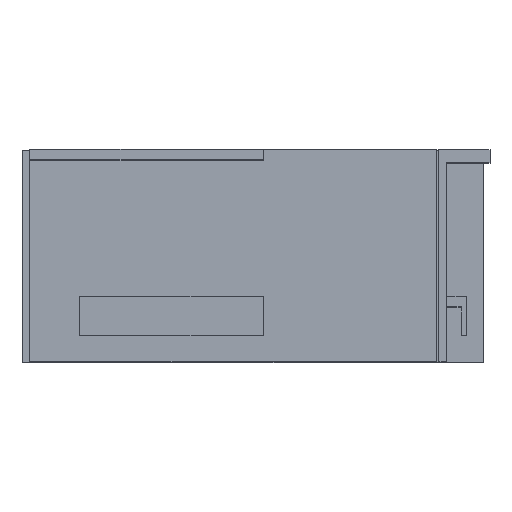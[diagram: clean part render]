
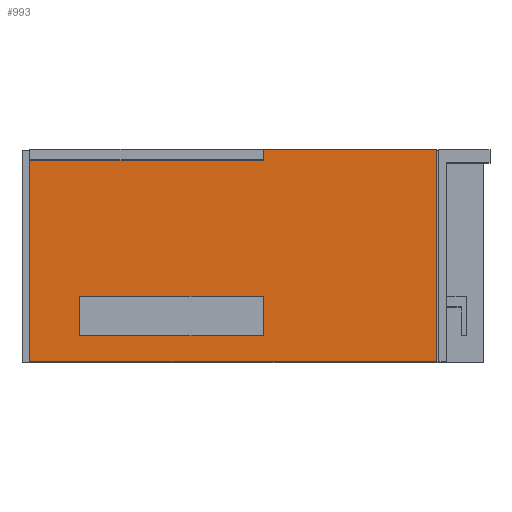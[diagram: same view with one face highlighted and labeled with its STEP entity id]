
A CAD part, top view. The second image highlights one B-rep face of the part: STEP entity #993.
In plain terms, the highlighted planar face has unit normal (0, 0, 1).
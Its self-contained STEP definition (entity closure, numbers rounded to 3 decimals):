
#20=FACE_BOUND('',#106,.T.);
#49=FACE_OUTER_BOUND('',#105,.T.);
#105=EDGE_LOOP('',(#771,#772,#773,#774,#775,#776,#777));
#106=EDGE_LOOP('',(#778,#779,#780,#781));
#193=LINE('',#1475,#330);
#196=LINE('',#1481,#333);
#199=LINE('',#1487,#336);
#203=LINE('',#1495,#340);
#208=LINE('',#1505,#345);
#209=LINE('',#1507,#346);
#210=LINE('',#1508,#347);
#211=LINE('',#1511,#348);
#212=LINE('',#1513,#349);
#213=LINE('',#1515,#350);
#214=LINE('',#1516,#351);
#330=VECTOR('',#1204,10.);
#333=VECTOR('',#1209,10.);
#336=VECTOR('',#1214,10.);
#340=VECTOR('',#1220,10.);
#345=VECTOR('',#1229,10.);
#346=VECTOR('',#1230,10.);
#347=VECTOR('',#1231,10.);
#348=VECTOR('',#1232,10.);
#349=VECTOR('',#1233,10.);
#350=VECTOR('',#1234,10.);
#351=VECTOR('',#1235,10.);
#447=VERTEX_POINT('',#1471);
#449=VERTEX_POINT('',#1474);
#451=VERTEX_POINT('',#1480);
#453=VERTEX_POINT('',#1486);
#456=VERTEX_POINT('',#1494);
#459=VERTEX_POINT('',#1504);
#460=VERTEX_POINT('',#1506);
#461=VERTEX_POINT('',#1509);
#462=VERTEX_POINT('',#1510);
#463=VERTEX_POINT('',#1512);
#464=VERTEX_POINT('',#1514);
#558=EDGE_CURVE('',#447,#449,#193,.T.);
#561=EDGE_CURVE('',#449,#451,#196,.T.);
#564=EDGE_CURVE('',#447,#453,#199,.T.);
#568=EDGE_CURVE('',#453,#456,#203,.T.);
#573=EDGE_CURVE('',#459,#456,#208,.T.);
#574=EDGE_CURVE('',#459,#460,#209,.T.);
#575=EDGE_CURVE('',#451,#460,#210,.T.);
#576=EDGE_CURVE('',#461,#462,#211,.T.);
#577=EDGE_CURVE('',#462,#463,#212,.T.);
#578=EDGE_CURVE('',#463,#464,#213,.T.);
#579=EDGE_CURVE('',#461,#464,#214,.T.);
#771=ORIENTED_EDGE('',*,*,#568,.T.);
#772=ORIENTED_EDGE('',*,*,#573,.F.);
#773=ORIENTED_EDGE('',*,*,#574,.T.);
#774=ORIENTED_EDGE('',*,*,#575,.F.);
#775=ORIENTED_EDGE('',*,*,#561,.F.);
#776=ORIENTED_EDGE('',*,*,#558,.F.);
#777=ORIENTED_EDGE('',*,*,#564,.T.);
#778=ORIENTED_EDGE('',*,*,#576,.T.);
#779=ORIENTED_EDGE('',*,*,#577,.T.);
#780=ORIENTED_EDGE('',*,*,#578,.T.);
#781=ORIENTED_EDGE('',*,*,#579,.F.);
#938=PLANE('',#1063);
#993=ADVANCED_FACE('',(#49,#20),#938,.F.);
#1063=AXIS2_PLACEMENT_3D('',#1503,#1227,#1228);
#1204=DIRECTION('',(1.,0.,0.));
#1209=DIRECTION('',(0.,-1.,0.));
#1214=DIRECTION('',(0.,-1.,0.));
#1220=DIRECTION('',(-1.,0.,0.));
#1227=DIRECTION('center_axis',(0.,0.,-1.));
#1228=DIRECTION('ref_axis',(-1.,0.,0.));
#1229=DIRECTION('',(0.,1.,0.));
#1230=DIRECTION('',(1.,0.,0.));
#1231=DIRECTION('',(0.,-1.,0.));
#1232=DIRECTION('',(-1.,0.,0.));
#1233=DIRECTION('',(0.,1.,0.));
#1234=DIRECTION('',(1.,0.,0.));
#1235=DIRECTION('',(0.,1.,0.));
#1471=CARTESIAN_POINT('',(3.,91.,73.));
#1474=CARTESIAN_POINT('',(69.,91.,73.));
#1475=CARTESIAN_POINT('',(3.,91.,73.));
#1480=CARTESIAN_POINT('',(69.,76.,73.));
#1481=CARTESIAN_POINT('',(69.,91.,73.));
#1486=CARTESIAN_POINT('',(3.,87.,73.));
#1487=CARTESIAN_POINT('',(3.,91.,73.));
#1494=CARTESIAN_POINT('',(-86.,87.,73.));
#1495=CARTESIAN_POINT('',(-63.75,87.,73.));
#1503=CARTESIAN_POINT('Origin',(-41.5,50.5,73.));
#1504=CARTESIAN_POINT('',(-86.,10.,73.));
#1505=CARTESIAN_POINT('',(-86.,10.,73.));
#1506=CARTESIAN_POINT('',(69.,10.,73.));
#1507=CARTESIAN_POINT('',(3.,10.,73.));
#1508=CARTESIAN_POINT('',(69.,91.,73.));
#1509=CARTESIAN_POINT('',(3.,31.,73.));
#1510=CARTESIAN_POINT('',(-67.,31.,73.));
#1511=CARTESIAN_POINT('',(-19.25,31.,73.));
#1512=CARTESIAN_POINT('',(-67.,35.,73.));
#1513=CARTESIAN_POINT('',(-67.,40.75,73.));
#1514=CARTESIAN_POINT('',(3.,35.,73.));
#1515=CARTESIAN_POINT('',(-54.25,35.,73.));
#1516=CARTESIAN_POINT('',(3.,76.,73.));
